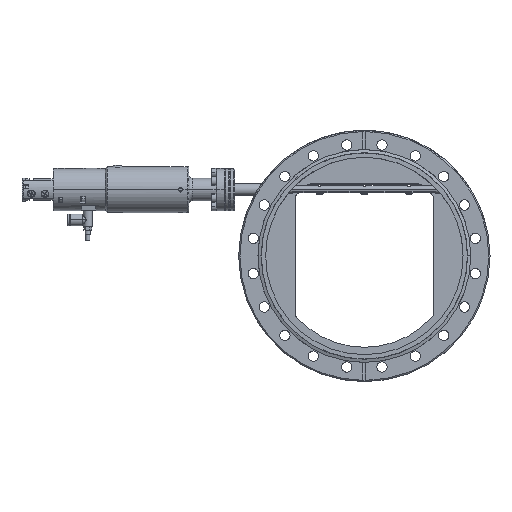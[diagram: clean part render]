
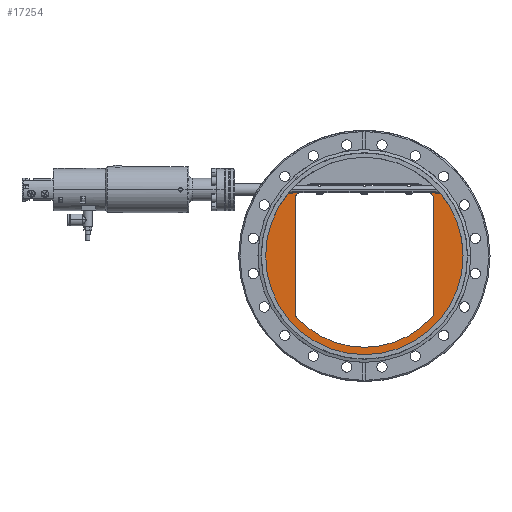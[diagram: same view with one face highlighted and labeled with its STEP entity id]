
A CAD part, top view. The second image highlights one B-rep face of the part: STEP entity #17254.
In plain terms, the highlighted planar face has unit normal (0, 0, 1).
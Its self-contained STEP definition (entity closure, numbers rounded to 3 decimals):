
#804 = DIRECTION ( 'NONE',  ( 0., 0., -1. ) ) ;
#1078 = ORIENTED_EDGE ( 'NONE', *, *, #56686, .T. ) ;
#1154 = DIRECTION ( 'NONE',  ( 1., 0., 0. ) ) ;
#1283 = CIRCLE ( 'NONE', #24547, 79.5 ) ;
#1363 = EDGE_CURVE ( 'NONE', #12323, #6500, #1283, .T. ) ;
#1987 = DIRECTION ( 'NONE',  ( 0., 0., 1. ) ) ;
#2149 = ORIENTED_EDGE ( 'NONE', *, *, #47406, .T. ) ;
#2185 = CARTESIAN_POINT ( 'NONE',  ( 54.373, 49.306, 8.542 ) ) ;
#3532 = VERTEX_POINT ( 'NONE', #21693 ) ;
#4120 = VERTEX_POINT ( 'NONE', #40377 ) ;
#4654 = ORIENTED_EDGE ( 'NONE', *, *, #34244, .T. ) ;
#5809 = CARTESIAN_POINT ( 'NONE',  ( -55.591, 46.62, 8.542 ) ) ;
#6500 = VERTEX_POINT ( 'NONE', #54929 ) ;
#6977 = ORIENTED_EDGE ( 'NONE', *, *, #58095, .T. ) ;
#9652 = VECTOR ( 'NONE', #51100, 1000. ) ;
#10620 = CARTESIAN_POINT ( 'NONE',  ( 79.409, -0.049, 8.542 ) ) ;
#10789 = EDGE_CURVE ( 'NONE', #4120, #11156, #16859, .T. ) ;
#11156 = VERTEX_POINT ( 'NONE', #24659 ) ;
#11540 = CIRCLE ( 'NONE', #23999, 4. ) ;
#11886 = EDGE_CURVE ( 'NONE', #20004, #11156, #13074, .T. ) ;
#11993 = CARTESIAN_POINT ( 'NONE',  ( 55.409, -0.049, 8.542 ) ) ;
#12293 = CARTESIAN_POINT ( 'NONE',  ( -0.091, -0.049, 8.542 ) ) ;
#12323 = VERTEX_POINT ( 'NONE', #10620 ) ;
#12514 = DIRECTION ( 'NONE',  ( -1., 0., 0. ) ) ;
#12712 = CARTESIAN_POINT ( 'NONE',  ( 55.409, -46.718, 8.542 ) ) ;
#13074 = CIRCLE ( 'NONE', #55838, 4. ) ;
#14430 = CIRCLE ( 'NONE', #29844, 79.5 ) ;
#14633 = VERTEX_POINT ( 'NONE', #47140 ) ;
#15729 = CARTESIAN_POINT ( 'NONE',  ( -54.555, -49.404, 8.542 ) ) ;
#15839 = ORIENTED_EDGE ( 'NONE', *, *, #38495, .T. ) ;
#16169 = CARTESIAN_POINT ( 'NONE',  ( -0.091, -0.049, 8.542 ) ) ;
#16859 = CIRCLE ( 'NONE', #30101, 73.5 ) ;
#16925 = AXIS2_PLACEMENT_3D ( 'NONE', #47097, #19244, #51742 ) ;
#16958 = DIRECTION ( 'NONE',  ( 1., 0., 0. ) ) ;
#17254 = ADVANCED_FACE ( 'NONE', ( #31501 ), #55459, .T. ) ;
#17545 = VERTEX_POINT ( 'NONE', #30505 ) ;
#17831 = EDGE_CURVE ( 'NONE', #55992, #12323, #49628, .T. ) ;
#18488 = LINE ( 'NONE', #11993, #30878 ) ;
#18515 = CARTESIAN_POINT ( 'NONE',  ( -0.091, -0.049, 8.542 ) ) ;
#18944 = EDGE_CURVE ( 'NONE', #35591, #44293, #57137, .T. ) ;
#19174 = DIRECTION ( 'NONE',  ( 0., 0., 1. ) ) ;
#19244 = DIRECTION ( 'NONE',  ( 0., 0., 1. ) ) ;
#20004 = VERTEX_POINT ( 'NONE', #5809 ) ;
#20475 = CARTESIAN_POINT ( 'NONE',  ( -51.591, 46.62, 8.542 ) ) ;
#20681 = ORIENTED_EDGE ( 'NONE', *, *, #44680, .F. ) ;
#20853 = DIRECTION ( 'NONE',  ( 1., 0., 0. ) ) ;
#20912 = EDGE_CURVE ( 'NONE', #35591, #17545, #50878, .T. ) ;
#21265 = EDGE_CURVE ( 'NONE', #20004, #44293, #53760, .T. ) ;
#21643 = VERTEX_POINT ( 'NONE', #2185 ) ;
#21693 = CARTESIAN_POINT ( 'NONE',  ( 55.409, 46.62, 8.542 ) ) ;
#22215 = DIRECTION ( 'NONE',  ( 0., -1., 0. ) ) ;
#22736 = AXIS2_PLACEMENT_3D ( 'NONE', #29927, #1987, #34587 ) ;
#23196 = DIRECTION ( 'NONE',  ( 1., 0., 0. ) ) ;
#23688 = AXIS2_PLACEMENT_3D ( 'NONE', #28771, #804, #33457 ) ;
#23999 = AXIS2_PLACEMENT_3D ( 'NONE', #56899, #29128, #1154 ) ;
#24547 = AXIS2_PLACEMENT_3D ( 'NONE', #44255, #44061, #43860 ) ;
#24659 = CARTESIAN_POINT ( 'NONE',  ( -54.555, 49.306, 8.542 ) ) ;
#24908 = DIRECTION ( 'NONE',  ( 0., 0., -1. ) ) ;
#24990 = ORIENTED_EDGE ( 'NONE', *, *, #20912, .F. ) ;
#25111 = DIRECTION ( 'NONE',  ( 1., 0., 0. ) ) ;
#25341 = LINE ( 'NONE', #26537, #36276 ) ;
#26537 = CARTESIAN_POINT ( 'NONE',  ( -89.091, 51.108, 8.542 ) ) ;
#27434 = ORIENTED_EDGE ( 'NONE', *, *, #1363, .T. ) ;
#28771 = CARTESIAN_POINT ( 'NONE',  ( 51.409, -46.718, 8.542 ) ) ;
#29122 = VECTOR ( 'NONE', #22215, 1000. ) ;
#29128 = DIRECTION ( 'NONE',  ( 0., 0., -1. ) ) ;
#29844 = AXIS2_PLACEMENT_3D ( 'NONE', #16169, #48696, #20853 ) ;
#29927 = CARTESIAN_POINT ( 'NONE',  ( -0.091, -0.049, 8.542 ) ) ;
#30101 = AXIS2_PLACEMENT_3D ( 'NONE', #12293, #44826, #16958 ) ;
#30505 = CARTESIAN_POINT ( 'NONE',  ( 54.373, -49.404, 8.542 ) ) ;
#30878 = VECTOR ( 'NONE', #39920, 1000. ) ;
#31501 = FACE_OUTER_BOUND ( 'NONE', #33741, .T. ) ;
#32242 = AXIS2_PLACEMENT_3D ( 'NONE', #47027, #19174, #51683 ) ;
#32717 = VERTEX_POINT ( 'NONE', #12712 ) ;
#32912 = CIRCLE ( 'NONE', #23688, 4. ) ;
#33457 = DIRECTION ( 'NONE',  ( 1., 0., 0. ) ) ;
#33741 = EDGE_LOOP ( 'NONE', ( #34800, #2149, #20681, #15839, #24990, #44456, #37304, #50917, #56435, #6977, #4654, #51210, #27434, #1078 ) ) ;
#34244 = EDGE_CURVE ( 'NONE', #41796, #55992, #14430, .T. ) ;
#34587 = DIRECTION ( 'NONE',  ( 1., 0., 0. ) ) ;
#34800 = ORIENTED_EDGE ( 'NONE', *, *, #46253, .F. ) ;
#35591 = VERTEX_POINT ( 'NONE', #15729 ) ;
#35846 = LINE ( 'NONE', #55519, #9652 ) ;
#35957 = CARTESIAN_POINT ( 'NONE',  ( -79.591, -0.049, 8.542 ) ) ;
#36276 = VECTOR ( 'NONE', #12514, 1000. ) ;
#37304 = ORIENTED_EDGE ( 'NONE', *, *, #21265, .F. ) ;
#38495 = EDGE_CURVE ( 'NONE', #32717, #17545, #32912, .T. ) ;
#39920 = DIRECTION ( 'NONE',  ( 0., 1., 0. ) ) ;
#40377 = CARTESIAN_POINT ( 'NONE',  ( -52.866, 51.108, 8.542 ) ) ;
#41796 = VERTEX_POINT ( 'NONE', #41882 ) ;
#41882 = CARTESIAN_POINT ( 'NONE',  ( -60.945, 51.108, 8.542 ) ) ;
#42538 = AXIS2_PLACEMENT_3D ( 'NONE', #52752, #24908, #57423 ) ;
#43860 = DIRECTION ( 'NONE',  ( 1., 0., 0. ) ) ;
#44061 = DIRECTION ( 'NONE',  ( 0., 0., 1. ) ) ;
#44255 = CARTESIAN_POINT ( 'NONE',  ( -0.091, -0.049, 8.542 ) ) ;
#44293 = VERTEX_POINT ( 'NONE', #45220 ) ;
#44456 = ORIENTED_EDGE ( 'NONE', *, *, #18944, .T. ) ;
#44680 = EDGE_CURVE ( 'NONE', #32717, #3532, #18488, .T. ) ;
#44826 = DIRECTION ( 'NONE',  ( 0., 0., 1. ) ) ;
#45220 = CARTESIAN_POINT ( 'NONE',  ( -55.591, -46.718, 8.542 ) ) ;
#46253 = EDGE_CURVE ( 'NONE', #21643, #14633, #53980, .T. ) ;
#47027 = CARTESIAN_POINT ( 'NONE',  ( -0.091, -0.049, 8.542 ) ) ;
#47097 = CARTESIAN_POINT ( 'NONE',  ( -0.091, -0.049, 8.542 ) ) ;
#47140 = CARTESIAN_POINT ( 'NONE',  ( 52.684, 51.108, 8.542 ) ) ;
#47406 = EDGE_CURVE ( 'NONE', #21643, #3532, #11540, .T. ) ;
#48696 = DIRECTION ( 'NONE',  ( 0., 0., 1. ) ) ;
#49628 = CIRCLE ( 'NONE', #32242, 79.5 ) ;
#50052 = CARTESIAN_POINT ( 'NONE',  ( -55.591, -0.049, 8.542 ) ) ;
#50878 = CIRCLE ( 'NONE', #16925, 73.5 ) ;
#50917 = ORIENTED_EDGE ( 'NONE', *, *, #11886, .T. ) ;
#51039 = DIRECTION ( 'NONE',  ( 0., 0., 1. ) ) ;
#51100 = DIRECTION ( 'NONE',  ( -1., 0., 0. ) ) ;
#51210 = ORIENTED_EDGE ( 'NONE', *, *, #17831, .T. ) ;
#51683 = DIRECTION ( 'NONE',  ( 1., 0., 0. ) ) ;
#51742 = DIRECTION ( 'NONE',  ( 1., 0., 0. ) ) ;
#52432 = AXIS2_PLACEMENT_3D ( 'NONE', #18515, #51039, #23196 ) ;
#52752 = CARTESIAN_POINT ( 'NONE',  ( -51.591, -46.718, 8.542 ) ) ;
#52937 = DIRECTION ( 'NONE',  ( 0., 0., -1. ) ) ;
#53760 = LINE ( 'NONE', #50052, #29122 ) ;
#53980 = CIRCLE ( 'NONE', #22736, 73.5 ) ;
#54929 = CARTESIAN_POINT ( 'NONE',  ( 60.763, 51.108, 8.542 ) ) ;
#55459 = PLANE ( 'NONE',  #52432 ) ;
#55519 = CARTESIAN_POINT ( 'NONE',  ( -89.091, 51.108, 8.542 ) ) ;
#55838 = AXIS2_PLACEMENT_3D ( 'NONE', #20475, #52937, #25111 ) ;
#55992 = VERTEX_POINT ( 'NONE', #35957 ) ;
#56435 = ORIENTED_EDGE ( 'NONE', *, *, #10789, .F. ) ;
#56686 = EDGE_CURVE ( 'NONE', #6500, #14633, #35846, .T. ) ;
#56899 = CARTESIAN_POINT ( 'NONE',  ( 51.409, 46.62, 8.542 ) ) ;
#57137 = CIRCLE ( 'NONE', #42538, 4. ) ;
#57423 = DIRECTION ( 'NONE',  ( 1., 0., 0. ) ) ;
#58095 = EDGE_CURVE ( 'NONE', #4120, #41796, #25341, .T. ) ;
